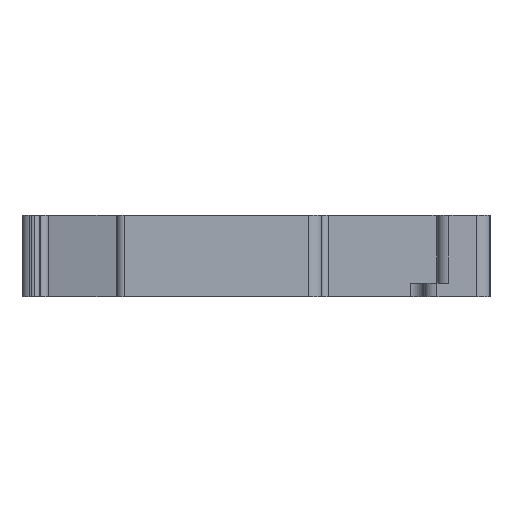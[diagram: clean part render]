
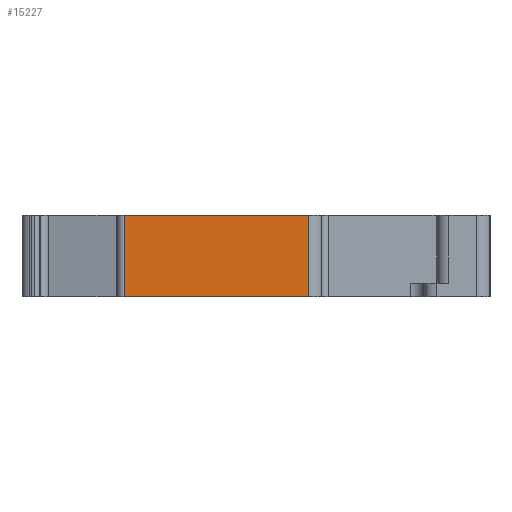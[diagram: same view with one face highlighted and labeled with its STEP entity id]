
A CAD part, left-side view. The second image highlights one B-rep face of the part: STEP entity #15227.
In plain terms, the highlighted planar face has unit normal (-1, 0, 0).
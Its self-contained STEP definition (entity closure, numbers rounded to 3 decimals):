
#3317 = ORIENTED_EDGE ( 'NONE', *, *, #32433, .T. ) ;
#3883 = LINE ( 'NONE', #27571, #44033 ) ;
#5464 = VERTEX_POINT ( 'NONE', #20898 ) ;
#6931 = DIRECTION ( 'NONE',  ( 0., 0., 1. ) ) ;
#9472 = ORIENTED_EDGE ( 'NONE', *, *, #35571, .F. ) ;
#11311 = VERTEX_POINT ( 'NONE', #30799 ) ;
#11692 = CARTESIAN_POINT ( 'NONE',  ( 991.272, 1374.199, 2037.751 ) ) ;
#14132 = DIRECTION ( 'NONE',  ( 1., 0., 0. ) ) ;
#15227 = ADVANCED_FACE ( 'NONE', ( #48362 ), #29729, .F. ) ;
#15674 = EDGE_CURVE ( 'NONE', #11311, #28927, #37946, .T. ) ;
#17191 = ORIENTED_EDGE ( 'NONE', *, *, #17482, .F. ) ;
#17482 = EDGE_CURVE ( 'NONE', #50220, #11311, #35725, .T. ) ;
#18479 = DIRECTION ( 'NONE',  ( 0., -1., 0. ) ) ;
#18861 = CARTESIAN_POINT ( 'NONE',  ( 991.272, 1388.156, 2037.751 ) ) ;
#20574 = VECTOR ( 'NONE', #6931, 1000. ) ;
#20898 = CARTESIAN_POINT ( 'NONE',  ( 991.272, 1374.199, 2031.601 ) ) ;
#21735 = CARTESIAN_POINT ( 'NONE',  ( 991.272, 1374.199, 2037.751 ) ) ;
#26128 = CARTESIAN_POINT ( 'NONE',  ( 991.272, 3256.638, 2037.751 ) ) ;
#27173 = DIRECTION ( 'NONE',  ( 0., 0., -1. ) ) ;
#27571 = CARTESIAN_POINT ( 'NONE',  ( 991.272, 3256.638, 2031.601 ) ) ;
#28927 = VERTEX_POINT ( 'NONE', #21735 ) ;
#29729 = PLANE ( 'NONE',  #41753 ) ;
#30799 = CARTESIAN_POINT ( 'NONE',  ( 991.272, 1388.156, 2037.751 ) ) ;
#31078 = CARTESIAN_POINT ( 'NONE',  ( 991.272, 1388.156, 2031.601 ) ) ;
#31119 = DIRECTION ( 'NONE',  ( 0., -1., 0. ) ) ;
#31543 = LINE ( 'NONE', #11692, #49805 ) ;
#32433 = EDGE_CURVE ( 'NONE', #50220, #5464, #3883, .T. ) ;
#33245 = EDGE_LOOP ( 'NONE', ( #9472, #44305, #17191, #3317 ) ) ;
#34487 = DIRECTION ( 'NONE',  ( 0., 0., -1. ) ) ;
#35571 = EDGE_CURVE ( 'NONE', #28927, #5464, #31543, .T. ) ;
#35725 = LINE ( 'NONE', #18861, #20574 ) ;
#36175 = VECTOR ( 'NONE', #18479, 1000. ) ;
#37946 = LINE ( 'NONE', #26128, #36175 ) ;
#41245 = CARTESIAN_POINT ( 'NONE',  ( 991.272, 3256.638, 2037.751 ) ) ;
#41753 = AXIS2_PLACEMENT_3D ( 'NONE', #41245, #14132, #34487 ) ;
#44033 = VECTOR ( 'NONE', #31119, 1000. ) ;
#44305 = ORIENTED_EDGE ( 'NONE', *, *, #15674, .F. ) ;
#48362 = FACE_OUTER_BOUND ( 'NONE', #33245, .T. ) ;
#49805 = VECTOR ( 'NONE', #27173, 1000. ) ;
#50220 = VERTEX_POINT ( 'NONE', #31078 ) ;
